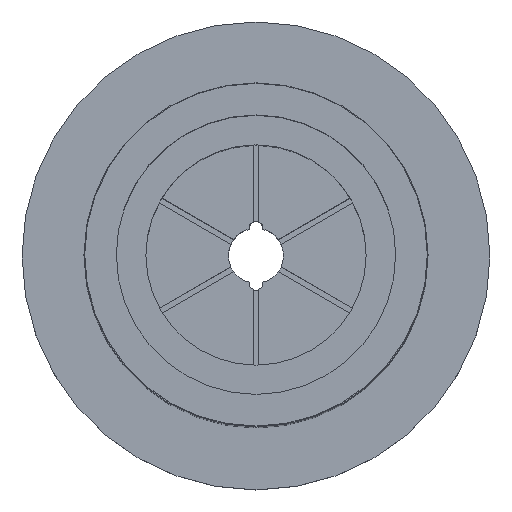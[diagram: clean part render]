
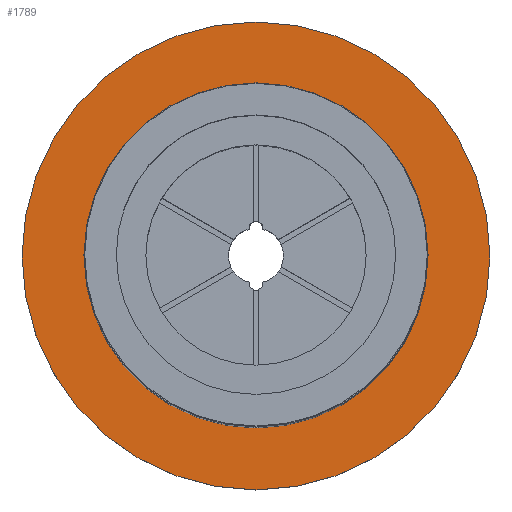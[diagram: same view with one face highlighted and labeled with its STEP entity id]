
A CAD part, top view. The second image highlights one B-rep face of the part: STEP entity #1789.
In plain terms, the highlighted planar face has unit normal (0, 0, 1).
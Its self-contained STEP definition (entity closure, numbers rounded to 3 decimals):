
#56 = EDGE_CURVE ( 'NONE', #438, #1950, #1200, .T. ) ;
#57 = VERTEX_POINT ( 'NONE', #718 ) ;
#74 = ORIENTED_EDGE ( 'NONE', *, *, #56, .F. ) ;
#114 = CIRCLE ( 'NONE', #265, 17. ) ;
#125 = CARTESIAN_POINT ( 'NONE',  ( 0., 0., -53. ) ) ;
#154 = AXIS2_PLACEMENT_3D ( 'NONE', #885, #1663, #1819 ) ;
#170 = CARTESIAN_POINT ( 'NONE',  ( 0., 0., -53. ) ) ;
#265 = AXIS2_PLACEMENT_3D ( 'NONE', #630, #1750, #1595 ) ;
#295 = ORIENTED_EDGE ( 'NONE', *, *, #1282, .T. ) ;
#303 = DIRECTION ( 'NONE',  ( 0., 0., 1. ) ) ;
#310 = AXIS2_PLACEMENT_3D ( 'NONE', #170, #1267, #952 ) ;
#438 = VERTEX_POINT ( 'NONE', #600 ) ;
#482 = AXIS2_PLACEMENT_3D ( 'NONE', #125, #303, #1114 ) ;
#600 = CARTESIAN_POINT ( 'NONE',  ( -12.5, 0., -53. ) ) ;
#630 = CARTESIAN_POINT ( 'NONE',  ( 0., 0., -53. ) ) ;
#659 = ORIENTED_EDGE ( 'NONE', *, *, #1903, .T. ) ;
#660 = VERTEX_POINT ( 'NONE', #2045 ) ;
#718 = CARTESIAN_POINT ( 'NONE',  ( -17., 0., -53. ) ) ;
#806 = DIRECTION ( 'NONE',  ( 0., 0., -1. ) ) ;
#818 = FACE_OUTER_BOUND ( 'NONE', #1795, .T. ) ;
#885 = CARTESIAN_POINT ( 'NONE',  ( 0., 0., -53. ) ) ;
#952 = DIRECTION ( 'NONE',  ( 1., 0., 0. ) ) ;
#1075 = ORIENTED_EDGE ( 'NONE', *, *, #1803, .F. ) ;
#1114 = DIRECTION ( 'NONE',  ( 1., 0., 0. ) ) ;
#1127 = CARTESIAN_POINT ( 'NONE',  ( 0., 12.5, -53. ) ) ;
#1144 = CIRCLE ( 'NONE', #310, 12.5 ) ;
#1200 = CIRCLE ( 'NONE', #154, 12.5 ) ;
#1204 = AXIS2_PLACEMENT_3D ( 'NONE', #1127, #806, #1598 ) ;
#1267 = DIRECTION ( 'NONE',  ( 0., 0., 1. ) ) ;
#1282 = EDGE_CURVE ( 'NONE', #660, #57, #1510, .T. ) ;
#1421 = PLANE ( 'NONE',  #1204 ) ;
#1510 = CIRCLE ( 'NONE', #482, 17. ) ;
#1583 = CARTESIAN_POINT ( 'NONE',  ( 12.5, 0., -53. ) ) ;
#1595 = DIRECTION ( 'NONE',  ( 1., 0., 0. ) ) ;
#1598 = DIRECTION ( 'NONE',  ( -1., 0., 0. ) ) ;
#1634 = EDGE_LOOP ( 'NONE', ( #1075, #74 ) ) ;
#1663 = DIRECTION ( 'NONE',  ( 0., 0., 1. ) ) ;
#1750 = DIRECTION ( 'NONE',  ( 0., 0., 1. ) ) ;
#1789 = ADVANCED_FACE ( 'NONE', ( #1975, #818 ), #1421, .F. ) ;
#1795 = EDGE_LOOP ( 'NONE', ( #295, #659 ) ) ;
#1803 = EDGE_CURVE ( 'NONE', #1950, #438, #1144, .T. ) ;
#1819 = DIRECTION ( 'NONE',  ( 1., 0., 0. ) ) ;
#1903 = EDGE_CURVE ( 'NONE', #57, #660, #114, .T. ) ;
#1950 = VERTEX_POINT ( 'NONE', #1583 ) ;
#1975 = FACE_BOUND ( 'NONE', #1634, .T. ) ;
#2045 = CARTESIAN_POINT ( 'NONE',  ( 17., 0., -53. ) ) ;
